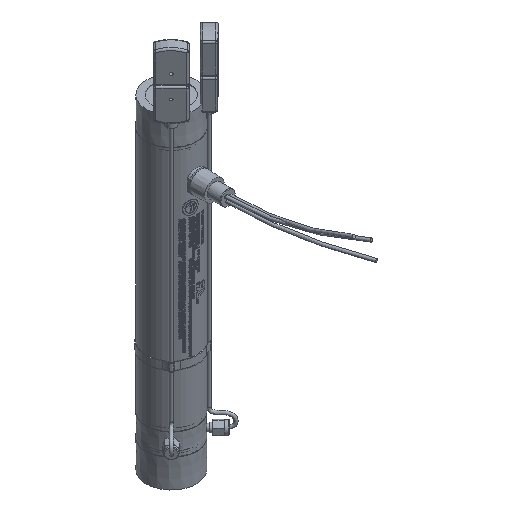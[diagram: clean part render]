
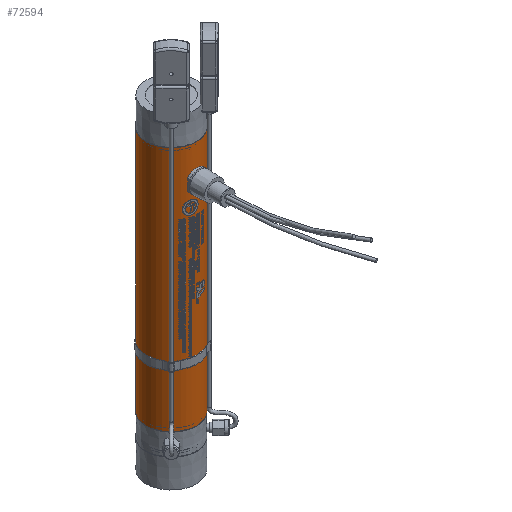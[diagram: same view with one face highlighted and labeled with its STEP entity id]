
A CAD part, isometric view. The second image highlights one B-rep face of the part: STEP entity #72594.
In plain terms, the highlighted cylindrical face has radius 25.4 mm (diameter 50.8 mm), a full revolution.
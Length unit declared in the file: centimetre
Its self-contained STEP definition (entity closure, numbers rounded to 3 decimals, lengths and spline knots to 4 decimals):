
#20420=CIRCLE('',#76807,2.54);
#20421=CIRCLE('',#76808,2.54);
#22197=VERTEX_POINT('',#95803);
#22198=VERTEX_POINT('',#95806);
#22199=VERTEX_POINT('',#95808);
#29323=B_SPLINE_CURVE_WITH_KNOTS('',3,(#95769,#95770,#95771,#95772,#95773,
#95774,#95775,#95776,#95777,#95778,#95779,#95780,#95781,#95782,#95783,#95784,
#95785,#95786,#95787,#95788,#95789,#95790,#95791,#95792,#95793,#95794,#95795,
#95796,#95797,#95798,#95799,#95800,#95801,#95802),.UNSPECIFIED.,.T.,.U.,
(4,2,2,2,2,2,2,2,2,2,2,2,2,2,2,2,4),(0.,0.2695,0.539,
0.8084,1.0778,1.3473,1.6167,1.8862,
2.1557,2.4252,2.6947,2.9641,3.2335,
3.503,3.7724,4.0419,4.3114),
 .UNSPECIFIED.);
#31626=EDGE_CURVE('',#22197,#22197,#29323,.T.);
#31627=EDGE_CURVE('',#22198,#22198,#20420,.T.);
#31628=EDGE_CURVE('',#22199,#22199,#20421,.T.);
#42291=ORIENTED_EDGE('',*,*,#31626,.T.);
#42292=ORIENTED_EDGE('',*,*,#31627,.T.);
#42293=ORIENTED_EDGE('',*,*,#31628,.T.);
#63619=EDGE_LOOP('',(#42291));
#63620=EDGE_LOOP('',(#42292));
#63621=EDGE_LOOP('',(#42293));
#68107=FACE_BOUND('',#63619,.T.);
#68108=FACE_BOUND('',#63620,.T.);
#68109=FACE_BOUND('',#63621,.T.);
#72594=ADVANCED_FACE('',(#68107,#68108,#68109),#138249,.T.);
#76806=AXIS2_PLACEMENT_3D('',#95804,#82007,#82008);
#76807=AXIS2_PLACEMENT_3D('',#95805,#82009,#82010);
#76808=AXIS2_PLACEMENT_3D('',#95807,#82011,#82012);
#82007=DIRECTION('',(0.,0.,1.));
#82008=DIRECTION('',(2.54,0.,0.));
#82009=DIRECTION('',(0.,0.,-1.));
#82010=DIRECTION('',(2.54,0.,0.));
#82011=DIRECTION('',(0.,0.,1.));
#82012=DIRECTION('',(2.54,0.,0.));
#95769=CARTESIAN_POINT('',(-0.7112,2.4384,3.3274));
#95770=CARTESIAN_POINT('',(-0.7112,2.4384,3.2376));
#95771=CARTESIAN_POINT('',(-0.6931,2.4439,3.1421));
#95772=CARTESIAN_POINT('',(-0.6204,2.4633,2.967));
#95773=CARTESIAN_POINT('',(-0.5658,2.477,2.8874));
#95774=CARTESIAN_POINT('',(-0.44,2.5024,2.7616));
#95775=CARTESIAN_POINT('',(-0.3604,2.5158,2.707));
#95776=CARTESIAN_POINT('',(-0.1853,2.5348,2.6342));
#95777=CARTESIAN_POINT('',(-0.0898,2.54,2.6162));
#95778=CARTESIAN_POINT('',(0.0898,2.54,2.6162));
#95779=CARTESIAN_POINT('',(0.1853,2.5348,2.6342));
#95780=CARTESIAN_POINT('',(0.3604,2.5158,2.707));
#95781=CARTESIAN_POINT('',(0.44,2.5024,2.7616));
#95782=CARTESIAN_POINT('',(0.5658,2.477,2.8874));
#95783=CARTESIAN_POINT('',(0.6204,2.4633,2.967));
#95784=CARTESIAN_POINT('',(0.6931,2.4439,3.1421));
#95785=CARTESIAN_POINT('',(0.7112,2.4384,3.2376));
#95786=CARTESIAN_POINT('',(0.7112,2.4384,3.4172));
#95787=CARTESIAN_POINT('',(0.6931,2.4439,3.5127));
#95788=CARTESIAN_POINT('',(0.6204,2.4633,3.6878));
#95789=CARTESIAN_POINT('',(0.5658,2.477,3.7674));
#95790=CARTESIAN_POINT('',(0.44,2.5024,3.8932));
#95791=CARTESIAN_POINT('',(0.3604,2.5158,3.9478));
#95792=CARTESIAN_POINT('',(0.1853,2.5348,4.0206));
#95793=CARTESIAN_POINT('',(0.0898,2.54,4.0386));
#95794=CARTESIAN_POINT('',(-0.0898,2.54,4.0386));
#95795=CARTESIAN_POINT('',(-0.1853,2.5348,4.0206));
#95796=CARTESIAN_POINT('',(-0.3604,2.5158,3.9478));
#95797=CARTESIAN_POINT('',(-0.44,2.5024,3.8932));
#95798=CARTESIAN_POINT('',(-0.5658,2.477,3.7674));
#95799=CARTESIAN_POINT('',(-0.6204,2.4633,3.6878));
#95800=CARTESIAN_POINT('',(-0.6931,2.4439,3.5127));
#95801=CARTESIAN_POINT('',(-0.7112,2.4384,3.4172));
#95802=CARTESIAN_POINT('',(-0.7112,2.4384,3.3274));
#95803=CARTESIAN_POINT('',(-0.7112,2.4384,3.3274));
#95804=CARTESIAN_POINT('',(0.,0.,0.));
#95805=CARTESIAN_POINT('',(0.,0.,24.9174));
#95806=CARTESIAN_POINT('',(2.54,0.,24.9174));
#95807=CARTESIAN_POINT('',(0.,0.,0.));
#95808=CARTESIAN_POINT('',(2.54,0.,0.));
#138249=CYLINDRICAL_SURFACE('',#76806,2.54);
